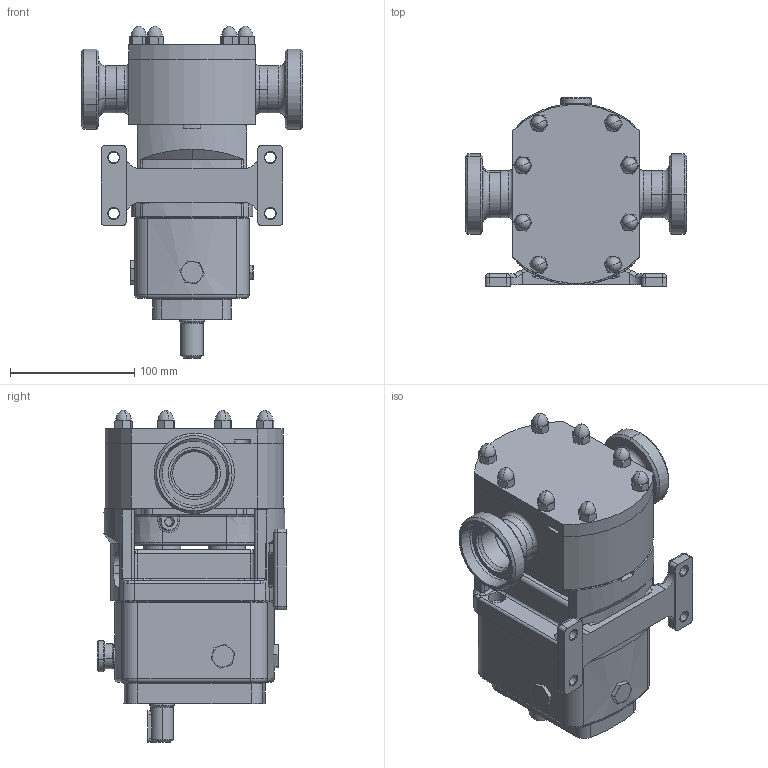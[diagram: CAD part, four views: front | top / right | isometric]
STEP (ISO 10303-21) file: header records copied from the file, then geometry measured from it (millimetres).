
FILE_DESCRIPTION (( 'STEP AP214' ), '1' );
FILE_NAME ('GA3957.STEP', '2024-11-07T16:30:16', ( '' ), ( '' ), 'SwSTEP 2.0', 'SolidWorks 2023', '' );
FILE_SCHEMA (( 'AUTOMOTIVE_DESIGN' ));
Length unit declared in the file: millimetre
Products named in the file (3): Copy of Z94-5031-22 - 1.5 INCH DIN11851^GA3957; Copy (2) of CP10-0008-08 H T^GA3957; GA3957
Assembly tree (3 placements, depth 2):
  GA3957
    Copy of Z94-5031-22 - 1.5 INCH DIN11851^GA3957  x2
    Copy (2) of CP10-0008-08 H T^GA3957
Bounding box: 178 x 151.81 x 267.35 mm (x, y, z)
Volume: 2494002.8 mm3; surface area: 200081.6 mm2
Topology: 3 solids, 3 shells, 776 faces, 1896 edges, 1130 vertices
Faces by surface type: plane 258, cylinder 230, cone 171, torus 83, bspline 22, sphere 12
Entity records: 24305 total; most frequent: CARTESIAN_POINT 6899, DIRECTION 3714, ORIENTED_EDGE 3626, EDGE_CURVE 1813, AXIS2_PLACEMENT_3D 1508, VERTEX_POINT 1098, EDGE_LOOP 805, CIRCLE 775
